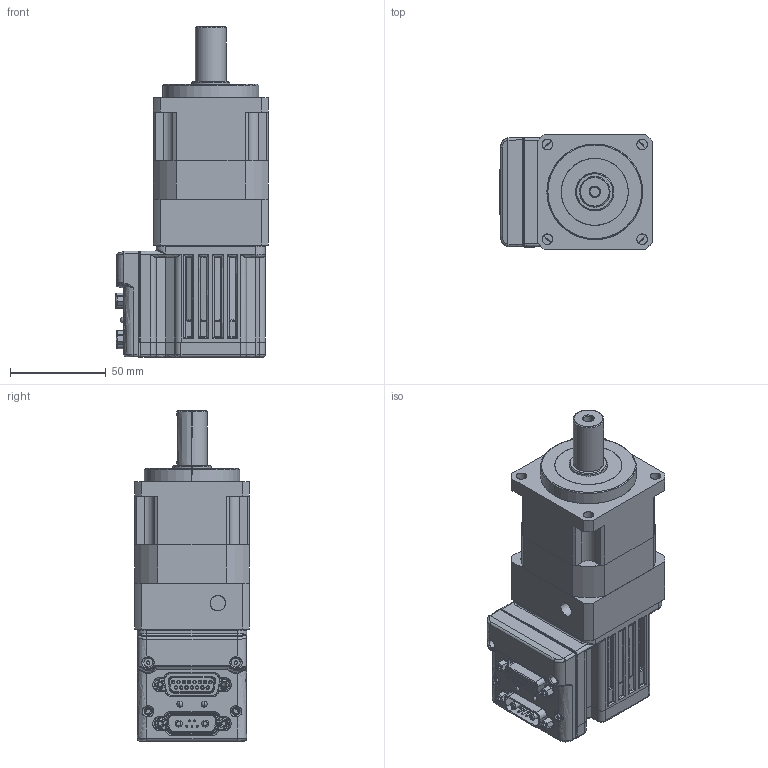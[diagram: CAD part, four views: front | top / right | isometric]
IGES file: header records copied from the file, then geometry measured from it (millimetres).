
Start section: SolidWorks IGES file using analytic representation for surfaces
Global section: file name: HER60-L1+SM23165x.IGS; native system: SolidWorks 2013; preprocessor: SolidWorks 2013; author: user; date: 191115.000120; units: millimetre
Bounding box: 79.61 x 60 x 172.57 mm (x, y, z)
Surface area: 60601.4 mm2 (no closed solid volume)
Topology: 0 solids, 0 shells, 930 faces, 9574 edges, 9564 vertices
Faces by surface type: revolution 472, bspline 458
